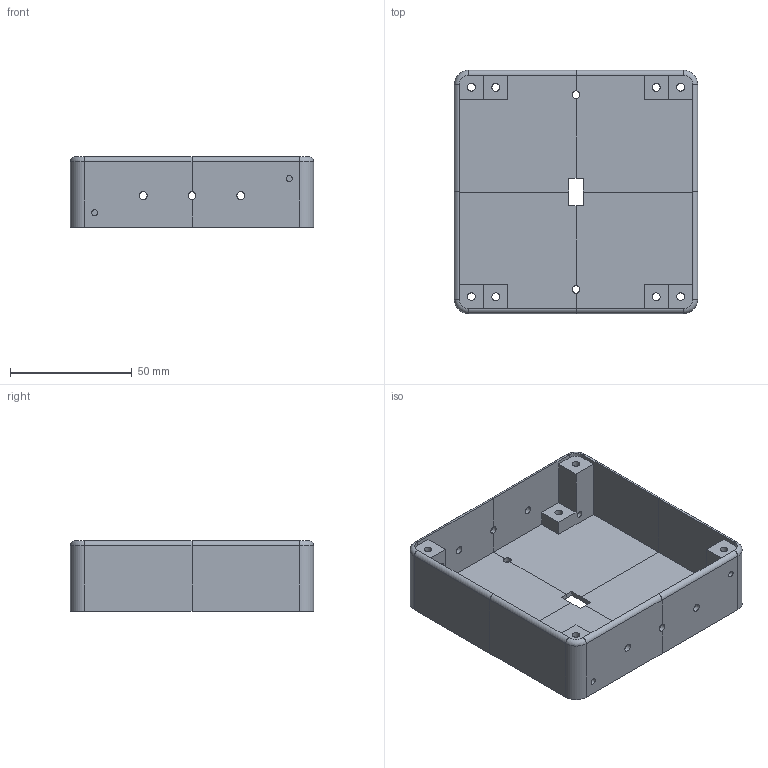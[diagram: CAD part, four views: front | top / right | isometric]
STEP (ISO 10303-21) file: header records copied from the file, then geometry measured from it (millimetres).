
FILE_DESCRIPTION(/* description */ (''),/* implementation_level */ '2;1');
FILE_NAME(/* name */ 'main_case.step',/* time_stamp */ '2021-11-20T16:30:19+01:00',/* author */ (''),/* organization */ (''),/* preprocessor_version */ 'ST-DEVELOPER v18.1',/* originating_system */ 'Autodesk Translation Framework v10.10.0.1391',/* authorisation */ '');
FILE_SCHEMA (('AUTOMOTIVE_DESIGN { 1 0 10303 214 3 1 1 }'));
Length unit declared in the file: millimetre
Products named in the file (1): main_case
Bounding box: 100 x 100 x 29 mm (x, y, z)
Volume: 49633.4 mm3; surface area: 44507 mm2
Topology: 4 solids, 4 shells, 168 faces, 452 edges, 296 vertices
Faces by surface type: plane 124, cylinder 40, torus 4
Full cylindrical faces by diameter (mm): 2.5 x4, 3.2 x12
Entity records: 5318 total; most frequent: CARTESIAN_POINT 917, ORIENTED_EDGE 904, DIRECTION 878, EDGE_CURVE 452, LINE 364, VECTOR 364, VERTEX_POINT 296, AXIS2_PLACEMENT_3D 257
